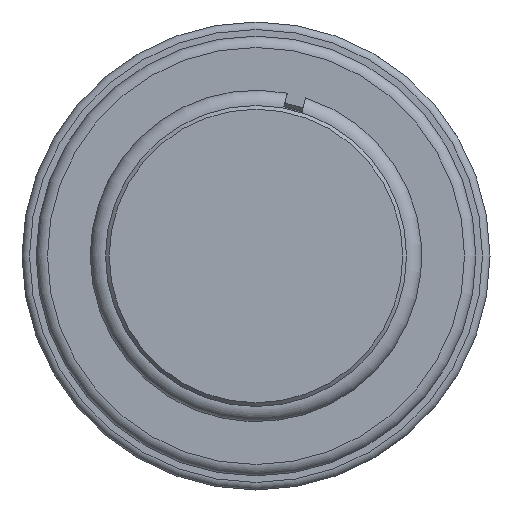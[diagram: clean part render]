
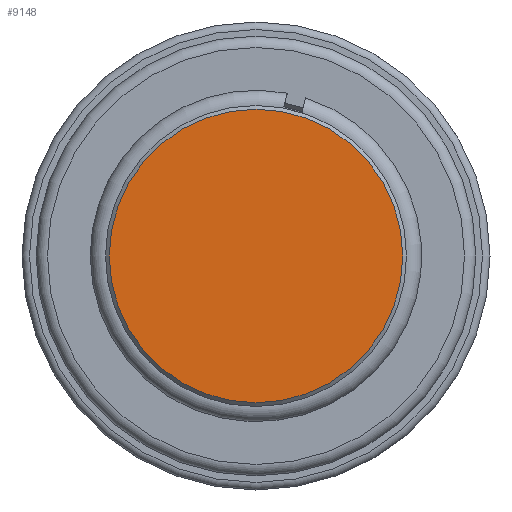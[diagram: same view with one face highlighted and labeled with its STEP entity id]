
A CAD part, left-side view. The second image highlights one B-rep face of the part: STEP entity #9148.
In plain terms, the highlighted planar face has unit normal (-1, 0, 0).
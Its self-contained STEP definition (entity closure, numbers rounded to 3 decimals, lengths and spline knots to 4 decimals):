
#901=CIRCLE('',#9710,7.775);
#2197=PLANE('',#9709);
#2916=FACE_OUTER_BOUND('',#3422,.T.);
#3422=EDGE_LOOP('',(#6370));
#4023=VERTEX_POINT('',#12039);
#4966=EDGE_CURVE('',#4023,#4023,#901,.T.);
#6370=ORIENTED_EDGE('',*,*,#4966,.F.);
#9148=ADVANCED_FACE('',(#2916),#2197,.T.);
#9709=AXIS2_PLACEMENT_3D('',#12038,#10352,#10353);
#9710=AXIS2_PLACEMENT_3D('',#12040,#10354,#10355);
#10352=DIRECTION('center_axis',(-1.,0.,0.));
#10353=DIRECTION('ref_axis',(0.,0.,1.));
#10354=DIRECTION('center_axis',(1.,0.,0.));
#10355=DIRECTION('ref_axis',(0.,1.,0.));
#12038=CARTESIAN_POINT('Origin',(0.,-6.7875,0.));
#12039=CARTESIAN_POINT('',(0.,-7.775,0.));
#12040=CARTESIAN_POINT('Origin',(0.,0.,0.));
